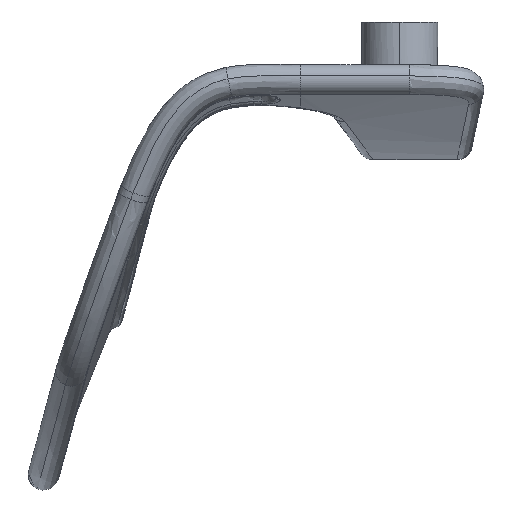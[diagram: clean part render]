
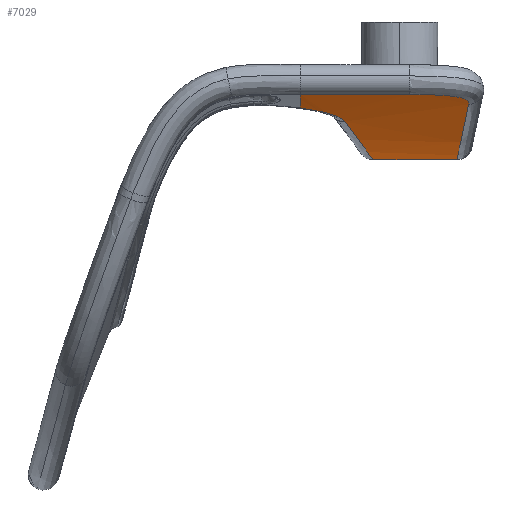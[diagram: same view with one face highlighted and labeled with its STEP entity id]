
A CAD part, left-side view. The second image highlights one B-rep face of the part: STEP entity #7029.
In plain terms, the highlighted cylindrical face has radius 376.44 mm (diameter 752.879 mm), a partial arc.
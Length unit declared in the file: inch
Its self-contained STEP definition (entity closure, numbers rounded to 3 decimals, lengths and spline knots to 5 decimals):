
#96 = LINE ( 'NONE', #1585, #9460 ) ;
#179 = ORIENTED_EDGE ( 'NONE', *, *, #11142, .F. ) ;
#409 = CARTESIAN_POINT ( 'NONE',  ( -3.5273, 0.48967, 0.42587 ) ) ;
#645 = CARTESIAN_POINT ( 'NONE',  ( 0., 1.25, 14.82045 ) ) ;
#683 = CARTESIAN_POINT ( 'NONE',  ( -2.74455, 0.96324, 0.25629 ) ) ;
#821 = CARTESIAN_POINT ( 'NONE',  ( -3.36776, 0.16098, 0.38771 ) ) ;
#938 = CARTESIAN_POINT ( 'NONE',  ( -0.909, 0.79428, 0.02616 ) ) ;
#1036 = CARTESIAN_POINT ( 'NONE',  ( 0., 0.225, 0. ) ) ;
#1585 = CARTESIAN_POINT ( 'NONE',  ( -3.5273, 0., 0.42587 ) ) ;
#1663 = ORIENTED_EDGE ( 'NONE', *, *, #3524, .F. ) ;
#1767 = LINE ( 'NONE', #8519, #10538 ) ;
#1894 = AXIS2_PLACEMENT_3D ( 'NONE', #13766, #4647, #16397 ) ;
#2101 = CARTESIAN_POINT ( 'NONE',  ( -1.9102, 0.19968, 0.12107 ) ) ;
#2158 = ORIENTED_EDGE ( 'NONE', *, *, #10411, .T. ) ;
#2163 = CARTESIAN_POINT ( 'NONE',  ( -2.7055, 0.95793, 0.24904 ) ) ;
#2206 = CARTESIAN_POINT ( 'NONE',  ( -3.12984, 1.22876, 0.33425 ) ) ;
#2214 = CARTESIAN_POINT ( 'NONE',  ( -3.25551, 0.1499, 0.36198 ) ) ;
#2555 = CARTESIAN_POINT ( 'NONE',  ( -3.4096, 0.17876, 0.39753 ) ) ;
#3411 = CARTESIAN_POINT ( 'NONE',  ( -1.09365, 0.21705, 0.03788 ) ) ;
#3470 = AXIS2_PLACEMENT_3D ( 'NONE', #645, #4324, #6003 ) ;
#3524 = EDGE_CURVE ( 'NONE', #5696, #13547, #14718, .T. ) ;
#3602 = CARTESIAN_POINT ( 'NONE',  ( -3.11612, 1.20841, 0.33129 ) ) ;
#3640 = CARTESIAN_POINT ( 'NONE',  ( -3.10114, 1.18895, 0.32808 ) ) ;
#3695 = CARTESIAN_POINT ( 'NONE',  ( -3.52554, 0.44343, 0.42544 ) ) ;
#3724 = CARTESIAN_POINT ( 'NONE',  ( 0., 0.225, 0. ) ) ;
#3784 = CARTESIAN_POINT ( 'NONE',  ( -3.47373, 0.2428, 0.41285 ) ) ;
#3874 = CARTESIAN_POINT ( 'NONE',  ( -3.33471, 0.15351, 0.38004 ) ) ;
#4324 = DIRECTION ( 'NONE',  ( 0., 1., 0. ) ) ;
#4531 = ORIENTED_EDGE ( 'NONE', *, *, #12748, .F. ) ;
#4647 = DIRECTION ( 'NONE',  ( 0., -1., 0. ) ) ;
#4798 = CARTESIAN_POINT ( 'NONE',  ( -3.10114, 1.18895, 0.32808 ) ) ;
#4930 = CARTESIAN_POINT ( 'NONE',  ( -3.39963, 0.17343, 0.39518 ) ) ;
#4961 = CARTESIAN_POINT ( 'NONE',  ( -3.04993, 1.1281, 0.31719 ) ) ;
#5194 = CARTESIAN_POINT ( 'NONE',  ( -3.50109, 0.30674, 0.41947 ) ) ;
#5287 = B_SPLINE_CURVE_WITH_KNOTS ( 'NONE', 3,
 ( #7075, #409, #3695, #6169, #11670, #5194, #7647, #3784, #17193, #9143, #10544, #6420, #15890, #2555, #4930, #10292, #821, #17019, #3874, #11842, #15635, #2214 ),
 .UNSPECIFIED., .F., .F.,
 ( 4, 2, 2, 2, 2, 2, 2, 2, 2, 2, 4 ),
 ( 0., 0.00352, 0.00528, 0.00704, 0.0088, 0.00924, 0.00968, 0.01056, 0.01144, 0.01232, 0.01408 ),
 .UNSPECIFIED. ) ;
#5333 = VERTEX_POINT ( 'NONE', #8621 ) ;
#5597 = ORIENTED_EDGE ( 'NONE', *, *, #8111, .F. ) ;
#5696 = VERTEX_POINT ( 'NONE', #11996 ) ;
#5799 = VERTEX_POINT ( 'NONE', #4798 ) ;
#5893 = FACE_OUTER_BOUND ( 'NONE', #14561, .T. ) ;
#6003 = DIRECTION ( 'NONE',  ( 0., 0., -1. ) ) ;
#6169 = CARTESIAN_POINT ( 'NONE',  ( -3.51662, 0.3747, 0.42326 ) ) ;
#6234 = CARTESIAN_POINT ( 'NONE',  ( -3.5273, 1.25, 0.42587 ) ) ;
#6361 = CARTESIAN_POINT ( 'NONE',  ( -2.85568, 0.99848, 0.27771 ) ) ;
#6420 = CARTESIAN_POINT ( 'NONE',  ( -3.42827, 0.1917, 0.40196 ) ) ;
#6536 = CARTESIAN_POINT ( 'NONE',  ( -0.54732, 0.2234, 0.00758 ) ) ;
#6925 = EDGE_CURVE ( 'NONE', #10483, #6932, #96, .T. ) ;
#6932 = VERTEX_POINT ( 'NONE', #12011 ) ;
#7029 = ADVANCED_FACE ( 'NONE', ( #5893 ), #11046, .T. ) ;
#7075 = CARTESIAN_POINT ( 'NONE',  ( -3.5273, 0.53608, 0.42587 ) ) ;
#7365 = CARTESIAN_POINT ( 'NONE',  ( -3.25551, 0.1499, 0.36198 ) ) ;
#7647 = CARTESIAN_POINT ( 'NONE',  ( -3.49377, 0.28477, 0.41769 ) ) ;
#7686 = CARTESIAN_POINT ( 'NONE',  ( -2.26213, 0.89769, 0.16672 ) ) ;
#8068 = VERTEX_POINT ( 'NONE', #8363 ) ;
#8111 = EDGE_CURVE ( 'NONE', #8068, #10483, #16626, .T. ) ;
#8363 = CARTESIAN_POINT ( 'NONE',  ( -3.14229, 1.25, 0.33695 ) ) ;
#8519 = CARTESIAN_POINT ( 'NONE',  ( 0., 0., 0. ) ) ;
#8621 = CARTESIAN_POINT ( 'NONE',  ( -3.25551, 0.1499, 0.36198 ) ) ;
#8672 = EDGE_CURVE ( 'NONE', #6932, #5333, #5287, .T. ) ;
#8833 = CARTESIAN_POINT ( 'NONE',  ( 0., 0.775, 0. ) ) ;
#8921 = CARTESIAN_POINT ( 'NONE',  ( -0.22748, 0.775, 0. ) ) ;
#9143 = CARTESIAN_POINT ( 'NONE',  ( -3.44135, 0.20304, 0.40508 ) ) ;
#9460 = VECTOR ( 'NONE', #10792, 39.37008 ) ;
#10093 = CARTESIAN_POINT ( 'NONE',  ( -1.36668, 0.21229, 0.06062 ) ) ;
#10174 = CARTESIAN_POINT ( 'NONE',  ( -2.98864, 0.16222, 0.30189 ) ) ;
#10292 = CARTESIAN_POINT ( 'NONE',  ( -3.37871, 0.16454, 0.39027 ) ) ;
#10409 = CARTESIAN_POINT ( 'NONE',  ( -1.13552, 0.80582, 0.04182 ) ) ;
#10411 = EDGE_CURVE ( 'NONE', #5696, #10677, #1767, .T. ) ;
#10483 = VERTEX_POINT ( 'NONE', #6234 ) ;
#10538 = VECTOR ( 'NONE', #16580, 39.37008 ) ;
#10544 = CARTESIAN_POINT ( 'NONE',  ( -3.43709, 0.19908, 0.40407 ) ) ;
#10677 = VERTEX_POINT ( 'NONE', #1036 ) ;
#10689 = B_SPLINE_CURVE_WITH_KNOTS ( 'NONE', 3,
 ( #2163, #683, #15666, #14086, #6361, #11614, #12854, #11533, #16965, #4961, #16881, #3640 ),
 .UNSPECIFIED., .F., .F.,
 ( 4, 2, 2, 2, 2, 4 ),
 ( 0., 0.00301, 0.00452, 0.00602, 0.00903, 0.01204 ),
 .UNSPECIFIED. ) ;
#10792 = DIRECTION ( 'NONE',  ( 0., -1., 0. ) ) ;
#10838 = B_SPLINE_CURVE_WITH_KNOTS ( 'NONE', 3,
 ( #14219, #3602, #2206, #16929 ),
 .UNSPECIFIED., .F., .F.,
 ( 4, 4 ),
 ( 0., 0.00188 ),
 .UNSPECIFIED. ) ;
#11034 = ORIENTED_EDGE ( 'NONE', *, *, #8672, .F. ) ;
#11046 = CYLINDRICAL_SURFACE ( 'NONE', #1894, 14.82045 ) ;
#11142 = EDGE_CURVE ( 'NONE', #13547, #5799, #10689, .T. ) ;
#11165 = ORIENTED_EDGE ( 'NONE', *, *, #6925, .F. ) ;
#11533 = CARTESIAN_POINT ( 'NONE',  ( -2.95968, 1.05345, 0.29849 ) ) ;
#11614 = CARTESIAN_POINT ( 'NONE',  ( -2.89131, 1.01475, 0.28476 ) ) ;
#11670 = CARTESIAN_POINT ( 'NONE',  ( -3.51256, 0.35181, 0.42227 ) ) ;
#11842 = CARTESIAN_POINT ( 'NONE',  ( -3.30111, 0.14931, 0.3723 ) ) ;
#11996 = CARTESIAN_POINT ( 'NONE',  ( 0., 0.775, 0. ) ) ;
#12011 = CARTESIAN_POINT ( 'NONE',  ( -3.5273, 0.53608, 0.42587 ) ) ;
#12180 = ORIENTED_EDGE ( 'NONE', *, *, #16166, .F. ) ;
#12709 = CARTESIAN_POINT ( 'NONE',  ( -2.72002, 0.17309, 0.24918 ) ) ;
#12748 = EDGE_CURVE ( 'NONE', #5799, #8068, #10838, .T. ) ;
#12854 = CARTESIAN_POINT ( 'NONE',  ( -2.9089, 1.02386, 0.28827 ) ) ;
#13108 = CARTESIAN_POINT ( 'NONE',  ( -2.18086, 0.19182, 0.15879 ) ) ;
#13547 = VERTEX_POINT ( 'NONE', #14768 ) ;
#13766 = CARTESIAN_POINT ( 'NONE',  ( 0., 0., 14.82045 ) ) ;
#14086 = CARTESIAN_POINT ( 'NONE',  ( -2.83757, 0.99126, 0.27417 ) ) ;
#14219 = CARTESIAN_POINT ( 'NONE',  ( -3.10114, 1.18895, 0.32808 ) ) ;
#14525 = CARTESIAN_POINT ( 'NONE',  ( -1.81331, 0.85184, 0.10435 ) ) ;
#14561 = EDGE_LOOP ( 'NONE', ( #1663, #2158, #12180, #11034, #11165, #5597, #4531, #179 ) ) ;
#14718 = B_SPLINE_CURVE_WITH_KNOTS ( 'NONE', 3,
 ( #8833, #8921, #15754, #938, #10409, #14525, #7686, #15672 ),
 .UNSPECIFIED., .F., .F.,
 ( 4, 2, 2, 4 ),
 ( 0., 0.01733, 0.03465, 0.06931 ),
 .UNSPECIFIED. ) ;
#14768 = CARTESIAN_POINT ( 'NONE',  ( -2.7055, 0.95793, 0.24904 ) ) ;
#15635 = CARTESIAN_POINT ( 'NONE',  ( -3.27826, 0.14885, 0.3671 ) ) ;
#15666 = CARTESIAN_POINT ( 'NONE',  ( -2.78243, 0.97231, 0.26348 ) ) ;
#15672 = CARTESIAN_POINT ( 'NONE',  ( -2.7055, 0.95793, 0.24904 ) ) ;
#15754 = CARTESIAN_POINT ( 'NONE',  ( -0.45478, 0.77887, 0.00523 ) ) ;
#15890 = CARTESIAN_POINT ( 'NONE',  ( -3.42371, 0.18827, 0.40088 ) ) ;
#16166 = EDGE_CURVE ( 'NONE', #5333, #10677, #16168, .T. ) ;
#16168 = B_SPLINE_CURVE_WITH_KNOTS ( 'NONE', 3,
 ( #7365, #10174, #12709, #13108, #2101, #10093, #3411, #6536, #17132, #3724 ),
 .UNSPECIFIED., .F., .F.,
 ( 4, 2, 2, 2, 4 ),
 ( 0., 0.02086, 0.04173, 0.06259, 0.08345 ),
 .UNSPECIFIED. ) ;
#16397 = DIRECTION ( 'NONE',  ( 0., 0., -1. ) ) ;
#16580 = DIRECTION ( 'NONE',  ( 0., -1., 0. ) ) ;
#16626 = CIRCLE ( 'NONE', #3470, 14.82045 ) ;
#16881 = CARTESIAN_POINT ( 'NONE',  ( -3.07711, 1.15729, 0.32294 ) ) ;
#16929 = CARTESIAN_POINT ( 'NONE',  ( -3.14229, 1.25, 0.33695 ) ) ;
#16965 = CARTESIAN_POINT ( 'NONE',  ( -2.99127, 1.07627, 0.30498 ) ) ;
#17019 = CARTESIAN_POINT ( 'NONE',  ( -3.34581, 0.15549, 0.3826 ) ) ;
#17132 = CARTESIAN_POINT ( 'NONE',  ( -0.27383, 0.225, 0. ) ) ;
#17193 = CARTESIAN_POINT ( 'NONE',  ( -3.46134, 0.22358, 0.40986 ) ) ;
